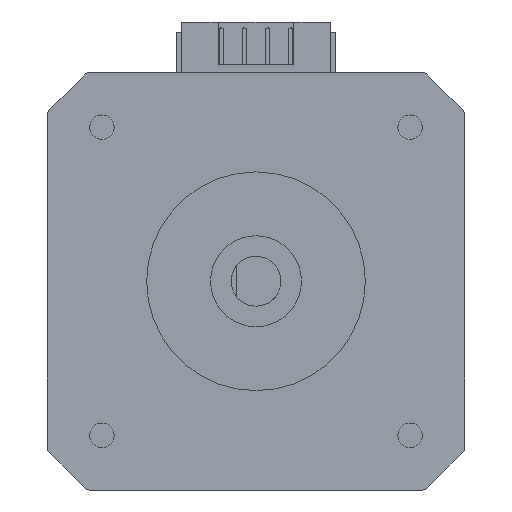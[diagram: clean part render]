
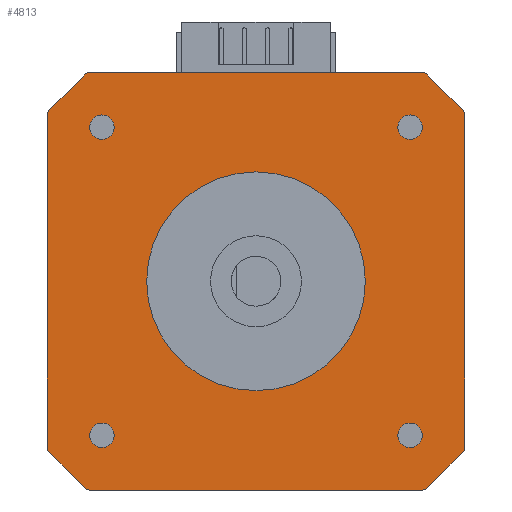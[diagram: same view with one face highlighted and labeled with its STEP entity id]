
A CAD part, front view. The second image highlights one B-rep face of the part: STEP entity #4813.
In plain terms, the highlighted planar face has unit normal (0, -1, 0).
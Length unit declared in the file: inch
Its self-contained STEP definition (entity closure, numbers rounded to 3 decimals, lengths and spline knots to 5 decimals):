
#95=FACE_BOUND('',#652,.T.);
#96=FACE_BOUND('',#653,.T.);
#97=FACE_BOUND('',#654,.T.);
#98=FACE_BOUND('',#655,.T.);
#99=FACE_BOUND('',#656,.T.);
#153=PLANE('',#5166);
#374=FACE_OUTER_BOUND('',#651,.T.);
#651=EDGE_LOOP('',(#3446,#3447,#3448,#3449,#3450,#3451,#3452,#3453,#3454,
#3455,#3456,#3457,#3458,#3459,#3460,#3461));
#652=EDGE_LOOP('',(#3462));
#653=EDGE_LOOP('',(#3463));
#654=EDGE_LOOP('',(#3464));
#655=EDGE_LOOP('',(#3465));
#656=EDGE_LOOP('',(#3466));
#1012=LINE('',#7441,#1490);
#1017=LINE('',#7451,#1495);
#1020=LINE('',#7458,#1498);
#1025=LINE('',#7468,#1503);
#1049=LINE('',#7539,#1527);
#1050=LINE('',#7544,#1528);
#1051=LINE('',#7549,#1529);
#1052=LINE('',#7554,#1530);
#1490=VECTOR('',#5780,39.37008);
#1495=VECTOR('',#5787,39.37008);
#1498=VECTOR('',#5792,39.37008);
#1503=VECTOR('',#5799,39.37008);
#1527=VECTOR('',#5863,39.37008);
#1528=VECTOR('',#5868,39.37008);
#1529=VECTOR('',#5873,39.37008);
#1530=VECTOR('',#5878,39.37008);
#1899=CIRCLE('',#5167,0.01969);
#1900=CIRCLE('',#5168,0.01969);
#1901=CIRCLE('',#5169,0.01969);
#1902=CIRCLE('',#5170,0.01969);
#1903=CIRCLE('',#5171,0.01969);
#1904=CIRCLE('',#5172,0.01969);
#1905=CIRCLE('',#5173,0.01969);
#1906=CIRCLE('',#5174,0.01969);
#1907=CIRCLE('',#5175,0.43307);
#1908=CIRCLE('',#5176,0.04841);
#1909=CIRCLE('',#5177,0.04841);
#1910=CIRCLE('',#5178,0.04841);
#1911=CIRCLE('',#5179,0.04841);
#2183=VERTEX_POINT('',#7438);
#2184=VERTEX_POINT('',#7440);
#2187=VERTEX_POINT('',#7448);
#2188=VERTEX_POINT('',#7450);
#2190=VERTEX_POINT('',#7456);
#2191=VERTEX_POINT('',#7457);
#2194=VERTEX_POINT('',#7466);
#2195=VERTEX_POINT('',#7467);
#2221=VERTEX_POINT('',#7536);
#2222=VERTEX_POINT('',#7538);
#2223=VERTEX_POINT('',#7541);
#2224=VERTEX_POINT('',#7543);
#2225=VERTEX_POINT('',#7546);
#2226=VERTEX_POINT('',#7548);
#2227=VERTEX_POINT('',#7551);
#2228=VERTEX_POINT('',#7553);
#2229=VERTEX_POINT('',#7556);
#2230=VERTEX_POINT('',#7558);
#2231=VERTEX_POINT('',#7560);
#2232=VERTEX_POINT('',#7562);
#2233=VERTEX_POINT('',#7564);
#2661=EDGE_CURVE('',#2184,#2183,#1012,.T.);
#2666=EDGE_CURVE('',#2188,#2187,#1017,.T.);
#2669=EDGE_CURVE('',#2190,#2191,#1020,.T.);
#2674=EDGE_CURVE('',#2194,#2195,#1025,.T.);
#2711=EDGE_CURVE('',#2183,#2221,#1899,.T.);
#2712=EDGE_CURVE('',#2221,#2222,#1049,.F.);
#2713=EDGE_CURVE('',#2222,#2188,#1900,.T.);
#2714=EDGE_CURVE('',#2187,#2223,#1901,.T.);
#2715=EDGE_CURVE('',#2223,#2224,#1050,.F.);
#2716=EDGE_CURVE('',#2224,#2190,#1902,.T.);
#2717=EDGE_CURVE('',#2191,#2225,#1903,.T.);
#2718=EDGE_CURVE('',#2225,#2226,#1051,.F.);
#2719=EDGE_CURVE('',#2226,#2194,#1904,.T.);
#2720=EDGE_CURVE('',#2195,#2227,#1905,.T.);
#2721=EDGE_CURVE('',#2227,#2228,#1052,.F.);
#2722=EDGE_CURVE('',#2228,#2184,#1906,.T.);
#2723=EDGE_CURVE('',#2229,#2229,#1907,.T.);
#2724=EDGE_CURVE('',#2230,#2230,#1908,.T.);
#2725=EDGE_CURVE('',#2231,#2231,#1909,.T.);
#2726=EDGE_CURVE('',#2232,#2232,#1910,.T.);
#2727=EDGE_CURVE('',#2233,#2233,#1911,.T.);
#3446=ORIENTED_EDGE('',*,*,#2661,.T.);
#3447=ORIENTED_EDGE('',*,*,#2711,.T.);
#3448=ORIENTED_EDGE('',*,*,#2712,.T.);
#3449=ORIENTED_EDGE('',*,*,#2713,.T.);
#3450=ORIENTED_EDGE('',*,*,#2666,.T.);
#3451=ORIENTED_EDGE('',*,*,#2714,.T.);
#3452=ORIENTED_EDGE('',*,*,#2715,.T.);
#3453=ORIENTED_EDGE('',*,*,#2716,.T.);
#3454=ORIENTED_EDGE('',*,*,#2669,.T.);
#3455=ORIENTED_EDGE('',*,*,#2717,.T.);
#3456=ORIENTED_EDGE('',*,*,#2718,.T.);
#3457=ORIENTED_EDGE('',*,*,#2719,.T.);
#3458=ORIENTED_EDGE('',*,*,#2674,.T.);
#3459=ORIENTED_EDGE('',*,*,#2720,.T.);
#3460=ORIENTED_EDGE('',*,*,#2721,.T.);
#3461=ORIENTED_EDGE('',*,*,#2722,.T.);
#3462=ORIENTED_EDGE('',*,*,#2723,.T.);
#3463=ORIENTED_EDGE('',*,*,#2724,.T.);
#3464=ORIENTED_EDGE('',*,*,#2725,.T.);
#3465=ORIENTED_EDGE('',*,*,#2726,.T.);
#3466=ORIENTED_EDGE('',*,*,#2727,.T.);
#4813=ADVANCED_FACE('',(#374,#95,#96,#97,#98,#99),#153,.T.);
#5166=AXIS2_PLACEMENT_3D('',#7535,#5859,#5860);
#5167=AXIS2_PLACEMENT_3D('',#7537,#5861,#5862);
#5168=AXIS2_PLACEMENT_3D('',#7540,#5864,#5865);
#5169=AXIS2_PLACEMENT_3D('',#7542,#5866,#5867);
#5170=AXIS2_PLACEMENT_3D('',#7545,#5869,#5870);
#5171=AXIS2_PLACEMENT_3D('',#7547,#5871,#5872);
#5172=AXIS2_PLACEMENT_3D('',#7550,#5874,#5875);
#5173=AXIS2_PLACEMENT_3D('',#7552,#5876,#5877);
#5174=AXIS2_PLACEMENT_3D('',#7555,#5879,#5880);
#5175=AXIS2_PLACEMENT_3D('',#7557,#5881,#5882);
#5176=AXIS2_PLACEMENT_3D('',#7559,#5883,#5884);
#5177=AXIS2_PLACEMENT_3D('',#7561,#5885,#5886);
#5178=AXIS2_PLACEMENT_3D('',#7563,#5887,#5888);
#5179=AXIS2_PLACEMENT_3D('',#7565,#5889,#5890);
#5780=DIRECTION('',(0.,0.,-1.));
#5787=DIRECTION('',(1.,0.,0.));
#5792=DIRECTION('',(0.,0.,1.));
#5799=DIRECTION('',(-1.,0.,0.));
#5859=DIRECTION('center_axis',(0.,-1.,0.));
#5860=DIRECTION('ref_axis',(0.,0.,-1.));
#5861=DIRECTION('center_axis',(0.,-1.,0.));
#5862=DIRECTION('ref_axis',(0.,0.,-1.));
#5863=DIRECTION('',(-0.707,0.,0.707));
#5864=DIRECTION('center_axis',(0.,-1.,0.));
#5865=DIRECTION('ref_axis',(0.,0.,-1.));
#5866=DIRECTION('center_axis',(0.,-1.,0.));
#5867=DIRECTION('ref_axis',(0.,0.,-1.));
#5868=DIRECTION('',(-0.707,0.,-0.707));
#5869=DIRECTION('center_axis',(0.,-1.,0.));
#5870=DIRECTION('ref_axis',(0.,0.,-1.));
#5871=DIRECTION('center_axis',(0.,-1.,0.));
#5872=DIRECTION('ref_axis',(0.,0.,-1.));
#5873=DIRECTION('',(0.707,0.,-0.707));
#5874=DIRECTION('center_axis',(0.,-1.,0.));
#5875=DIRECTION('ref_axis',(0.,0.,-1.));
#5876=DIRECTION('center_axis',(0.,-1.,0.));
#5877=DIRECTION('ref_axis',(0.,0.,-1.));
#5878=DIRECTION('',(0.707,0.,0.707));
#5879=DIRECTION('center_axis',(0.,-1.,0.));
#5880=DIRECTION('ref_axis',(0.,0.,-1.));
#5881=DIRECTION('center_axis',(0.,1.,0.));
#5882=DIRECTION('ref_axis',(1.,0.,0.));
#5883=DIRECTION('center_axis',(0.,1.,0.));
#5884=DIRECTION('ref_axis',(0.,0.,-1.));
#5885=DIRECTION('center_axis',(0.,1.,0.));
#5886=DIRECTION('ref_axis',(0.,0.,-1.));
#5887=DIRECTION('center_axis',(0.,1.,0.));
#5888=DIRECTION('ref_axis',(0.,0.,-1.));
#5889=DIRECTION('center_axis',(0.,1.,0.));
#5890=DIRECTION('ref_axis',(0.,0.,-1.));
#7438=CARTESIAN_POINT('',(-0.82677,0.,-0.66114));
#7440=CARTESIAN_POINT('',(-0.82677,0.,0.66114));
#7441=CARTESIAN_POINT('',(-0.82677,0.,0.82677));
#7448=CARTESIAN_POINT('',(0.66114,0.,-0.82677));
#7450=CARTESIAN_POINT('',(-0.66114,0.,-0.82677));
#7451=CARTESIAN_POINT('',(-0.82677,0.,-0.82677));
#7456=CARTESIAN_POINT('',(0.82677,0.,-0.66114));
#7457=CARTESIAN_POINT('',(0.82677,0.,0.66114));
#7458=CARTESIAN_POINT('',(0.82677,0.,-0.82677));
#7466=CARTESIAN_POINT('',(0.66114,0.,0.82677));
#7467=CARTESIAN_POINT('',(-0.66114,0.,0.82677));
#7468=CARTESIAN_POINT('',(0.82677,0.,0.82677));
#7535=CARTESIAN_POINT('Origin',(0.,0.,0.));
#7536=CARTESIAN_POINT('',(-0.82101,0.,-0.67506));
#7537=CARTESIAN_POINT('Origin',(-0.80709,0.,-0.66114));
#7538=CARTESIAN_POINT('',(-0.67506,0.,-0.82101));
#7539=CARTESIAN_POINT('',(-0.74803,0.,-0.74803));
#7540=CARTESIAN_POINT('Origin',(-0.66114,0.,-0.80709));
#7541=CARTESIAN_POINT('',(0.67506,0.,-0.82101));
#7542=CARTESIAN_POINT('Origin',(0.66114,0.,-0.80709));
#7543=CARTESIAN_POINT('',(0.82101,0.,-0.67506));
#7544=CARTESIAN_POINT('',(0.74803,0.,-0.74803));
#7545=CARTESIAN_POINT('Origin',(0.80709,0.,-0.66114));
#7546=CARTESIAN_POINT('',(0.82101,0.,0.67506));
#7547=CARTESIAN_POINT('Origin',(0.80709,0.,0.66114));
#7548=CARTESIAN_POINT('',(0.67506,0.,0.82101));
#7549=CARTESIAN_POINT('',(0.74803,0.,0.74803));
#7550=CARTESIAN_POINT('Origin',(0.66114,0.,0.80709));
#7551=CARTESIAN_POINT('',(-0.67506,0.,0.82101));
#7552=CARTESIAN_POINT('Origin',(-0.66114,0.,0.80709));
#7553=CARTESIAN_POINT('',(-0.82101,0.,0.67506));
#7554=CARTESIAN_POINT('',(-0.74803,0.,0.74803));
#7555=CARTESIAN_POINT('Origin',(-0.80709,0.,0.66114));
#7556=CARTESIAN_POINT('',(0.,0.,-0.43307));
#7557=CARTESIAN_POINT('Origin',(0.,0.,0.));
#7558=CARTESIAN_POINT('',(0.61024,0.,0.65864));
#7559=CARTESIAN_POINT('Origin',(0.61024,0.,0.61024));
#7560=CARTESIAN_POINT('',(-0.61024,0.,0.65864));
#7561=CARTESIAN_POINT('Origin',(-0.61024,0.,0.61024));
#7562=CARTESIAN_POINT('',(-0.61024,0.,-0.56183));
#7563=CARTESIAN_POINT('Origin',(-0.61024,0.,-0.61024));
#7564=CARTESIAN_POINT('',(0.61024,0.,-0.56183));
#7565=CARTESIAN_POINT('Origin',(0.61024,0.,-0.61024));
